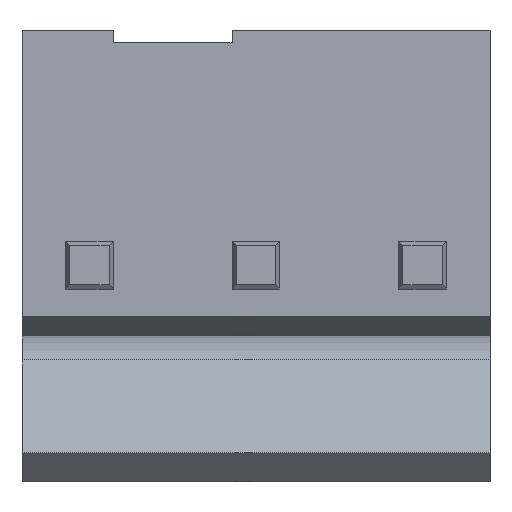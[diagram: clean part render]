
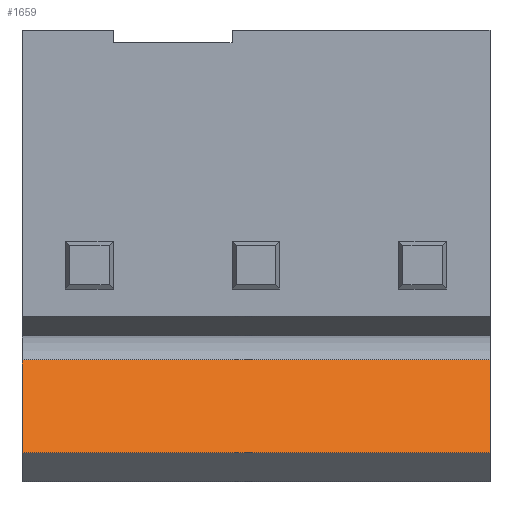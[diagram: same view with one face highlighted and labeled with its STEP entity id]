
A CAD part, top view. The second image highlights one B-rep face of the part: STEP entity #1659.
In plain terms, the highlighted planar face has unit normal (0, 0.706, 0.709).
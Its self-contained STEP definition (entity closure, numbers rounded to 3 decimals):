
#44 = PLANE('',#45);
#45 = AXIS2_PLACEMENT_3D('',#46,#47,#48);
#46 = CARTESIAN_POINT('',(9.52,-1.152,4.474));
#47 = DIRECTION('',(1.,0.,-0.));
#48 = DIRECTION('',(-0.,0.,-1.));
#316 = VERTEX_POINT('',#317);
#317 = CARTESIAN_POINT('',(9.52,-2.25,10.06));
#332 = CYLINDRICAL_SURFACE('',#333,1.996);
#333 = AXIS2_PLACEMENT_3D('',#334,#335,#336);
#334 = CARTESIAN_POINT('',(9.52,-3.656,8.643));
#335 = DIRECTION('',(1.,0.,0.));
#336 = DIRECTION('',(0.,0.82,-0.573));
#344 = EDGE_CURVE('',#316,#345,#347,.T.);
#345 = VERTEX_POINT('',#346);
#346 = CARTESIAN_POINT('',(9.52,-4.46,12.26));
#347 = SURFACE_CURVE('',#348,(#352,#359),.PCURVE_S1.);
#348 = LINE('',#349,#350);
#349 = CARTESIAN_POINT('',(9.52,-2.25,10.06));
#350 = VECTOR('',#351,1.);
#351 = DIRECTION('',(0.,-0.709,0.706)
);
#352 = PCURVE('',#44,#353);
#353 = DEFINITIONAL_REPRESENTATION('',(#354),#358);
#354 = LINE('',#355,#356);
#355 = CARTESIAN_POINT('',(-5.586,-1.098));
#356 = VECTOR('',#357,1.);
#357 = DIRECTION('',(-0.706,-0.709));
#358 = ( GEOMETRIC_REPRESENTATION_CONTEXT(2)
PARAMETRIC_REPRESENTATION_CONTEXT() REPRESENTATION_CONTEXT('2D SPACE',''
) );
#359 = PCURVE('',#360,#365);
#360 = PLANE('',#361);
#361 = AXIS2_PLACEMENT_3D('',#362,#363,#364);
#362 = CARTESIAN_POINT('',(9.52,-2.25,10.06));
#363 = DIRECTION('',(0.,0.706,0.709));
#364 = DIRECTION('',(0.,-0.709,0.706)
);
#365 = DEFINITIONAL_REPRESENTATION('',(#366),#370);
#366 = LINE('',#367,#368);
#367 = CARTESIAN_POINT('',(0.,0.));
#368 = VECTOR('',#369,1.);
#369 = DIRECTION('',(1.,0.));
#370 = ( GEOMETRIC_REPRESENTATION_CONTEXT(2)
PARAMETRIC_REPRESENTATION_CONTEXT() REPRESENTATION_CONTEXT('2D SPACE',''
) );
#388 = PLANE('',#389);
#389 = AXIS2_PLACEMENT_3D('',#390,#391,#392);
#390 = CARTESIAN_POINT('',(9.52,-4.46,12.26));
#391 = DIRECTION('',(0.,-0.712,0.702)
);
#392 = DIRECTION('',(0.,-0.702,-0.712
));
#836 = PLANE('',#837);
#837 = AXIS2_PLACEMENT_3D('',#838,#839,#840);
#838 = CARTESIAN_POINT('',(-1.6,-1.152,4.474));
#839 = DIRECTION('',(1.,0.,-0.));
#840 = DIRECTION('',(-0.,0.,-1.));
#1615 = VERTEX_POINT('',#1616);
#1616 = CARTESIAN_POINT('',(-1.6,-2.25,10.06));
#1638 = EDGE_CURVE('',#316,#1615,#1639,.T.);
#1639 = SURFACE_CURVE('',#1640,(#1644,#1651),.PCURVE_S1.);
#1640 = LINE('',#1641,#1642);
#1641 = CARTESIAN_POINT('',(9.52,-2.25,10.06));
#1642 = VECTOR('',#1643,1.);
#1643 = DIRECTION('',(-1.,0.,0.));
#1644 = PCURVE('',#332,#1645);
#1645 = DEFINITIONAL_REPRESENTATION('',(#1646),#1650);
#1646 = LINE('',#1647,#1648);
#1647 = CARTESIAN_POINT('',(1.399,0.));
#1648 = VECTOR('',#1649,1.);
#1649 = DIRECTION('',(0.,-1.));
#1650 = ( GEOMETRIC_REPRESENTATION_CONTEXT(2)
PARAMETRIC_REPRESENTATION_CONTEXT() REPRESENTATION_CONTEXT('2D SPACE',''
) );
#1651 = PCURVE('',#360,#1652);
#1652 = DEFINITIONAL_REPRESENTATION('',(#1653),#1657);
#1653 = LINE('',#1654,#1655);
#1654 = CARTESIAN_POINT('',(0.,0.));
#1655 = VECTOR('',#1656,1.);
#1656 = DIRECTION('',(0.,-1.));
#1657 = ( GEOMETRIC_REPRESENTATION_CONTEXT(2)
PARAMETRIC_REPRESENTATION_CONTEXT() REPRESENTATION_CONTEXT('2D SPACE',''
) );
#1659 = ADVANCED_FACE('',(#1660),#360,.T.);
#1660 = FACE_BOUND('',#1661,.T.);
#1661 = EDGE_LOOP('',(#1662,#1663,#1686,#1707));
#1662 = ORIENTED_EDGE('',*,*,#1638,.T.);
#1663 = ORIENTED_EDGE('',*,*,#1664,.T.);
#1664 = EDGE_CURVE('',#1615,#1665,#1667,.T.);
#1665 = VERTEX_POINT('',#1666);
#1666 = CARTESIAN_POINT('',(-1.6,-4.46,12.26));
#1667 = SURFACE_CURVE('',#1668,(#1672,#1679),.PCURVE_S1.);
#1668 = LINE('',#1669,#1670);
#1669 = CARTESIAN_POINT('',(-1.6,-2.25,10.06));
#1670 = VECTOR('',#1671,1.);
#1671 = DIRECTION('',(0.,-0.709,0.706
));
#1672 = PCURVE('',#360,#1673);
#1673 = DEFINITIONAL_REPRESENTATION('',(#1674),#1678);
#1674 = LINE('',#1675,#1676);
#1675 = CARTESIAN_POINT('',(0.,-11.12));
#1676 = VECTOR('',#1677,1.);
#1677 = DIRECTION('',(1.,0.));
#1678 = ( GEOMETRIC_REPRESENTATION_CONTEXT(2)
PARAMETRIC_REPRESENTATION_CONTEXT() REPRESENTATION_CONTEXT('2D SPACE',''
) );
#1679 = PCURVE('',#836,#1680);
#1680 = DEFINITIONAL_REPRESENTATION('',(#1681),#1685);
#1681 = LINE('',#1682,#1683);
#1682 = CARTESIAN_POINT('',(-5.586,-1.098));
#1683 = VECTOR('',#1684,1.);
#1684 = DIRECTION('',(-0.706,-0.709));
#1685 = ( GEOMETRIC_REPRESENTATION_CONTEXT(2)
PARAMETRIC_REPRESENTATION_CONTEXT() REPRESENTATION_CONTEXT('2D SPACE',''
) );
#1686 = ORIENTED_EDGE('',*,*,#1687,.F.);
#1687 = EDGE_CURVE('',#345,#1665,#1688,.T.);
#1688 = SURFACE_CURVE('',#1689,(#1693,#1700),.PCURVE_S1.);
#1689 = LINE('',#1690,#1691);
#1690 = CARTESIAN_POINT('',(9.52,-4.46,12.26));
#1691 = VECTOR('',#1692,1.);
#1692 = DIRECTION('',(-1.,0.,0.));
#1693 = PCURVE('',#360,#1694);
#1694 = DEFINITIONAL_REPRESENTATION('',(#1695),#1699);
#1695 = LINE('',#1696,#1697);
#1696 = CARTESIAN_POINT('',(3.118,0.));
#1697 = VECTOR('',#1698,1.);
#1698 = DIRECTION('',(0.,-1.));
#1699 = ( GEOMETRIC_REPRESENTATION_CONTEXT(2)
PARAMETRIC_REPRESENTATION_CONTEXT() REPRESENTATION_CONTEXT('2D SPACE',''
) );
#1700 = PCURVE('',#388,#1701);
#1701 = DEFINITIONAL_REPRESENTATION('',(#1702),#1706);
#1702 = LINE('',#1703,#1704);
#1703 = CARTESIAN_POINT('',(0.,0.));
#1704 = VECTOR('',#1705,1.);
#1705 = DIRECTION('',(0.,-1.));
#1706 = ( GEOMETRIC_REPRESENTATION_CONTEXT(2)
PARAMETRIC_REPRESENTATION_CONTEXT() REPRESENTATION_CONTEXT('2D SPACE',''
) );
#1707 = ORIENTED_EDGE('',*,*,#344,.F.);
